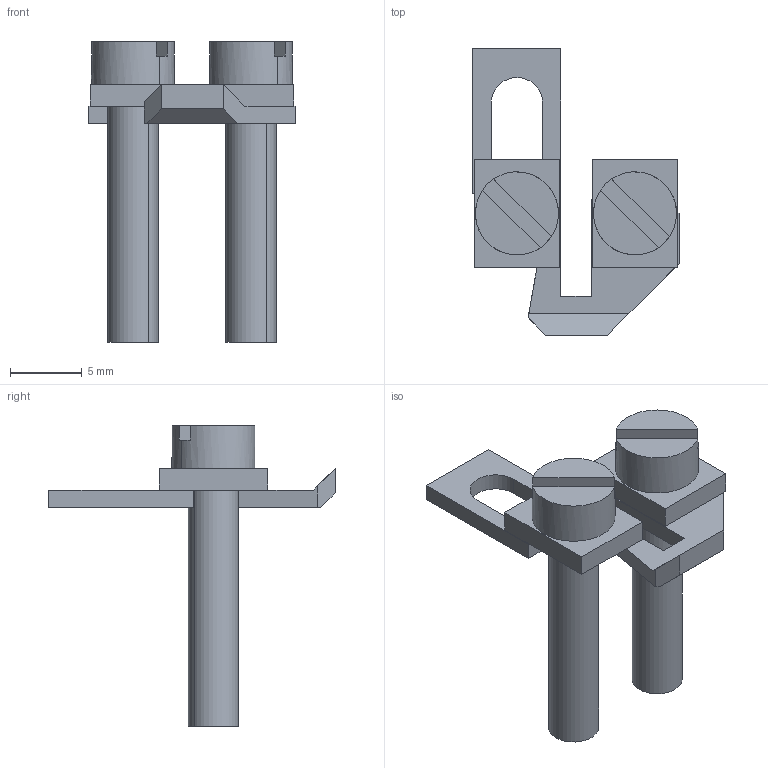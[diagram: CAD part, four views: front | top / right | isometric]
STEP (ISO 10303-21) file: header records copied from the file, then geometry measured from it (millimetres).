
FILE_DESCRIPTION(('Creo Elements/Direct Modeling STEP Export'),'2;1');
FILE_NAME('model.stp','2020-05-06T 0:15:08',(''),(''),'Creo Elements/Direct Modeling STEP processor for AP214 (Solid Model)','Creo Elements/Direct Modeling 20.1A 29-Sep-2018 (C) Parametric Technology GmbH','');
FILE_SCHEMA(('AUTOMOTIVE_DESIGN { 1 0 10303 214 1 1 1 1 }'));
Length unit declared in the file: millimetre
Products named in the file (2): USB_2-RTK_S-select
Assembly tree (1 placements, depth 2):
  USB_2-RTK_S-select
    USB_2-RTK_S-select
Bounding box: 14.4 x 20 x 21 mm (x, y, z)
Volume: 714.1 mm3; surface area: 1001.6 mm2
Topology: 1 solids, 1 shells, 56 faces, 148 edges, 96 vertices
Faces by surface type: plane 46, cylinder 10
Entity records: 2111 total; most frequent: ORIENTED_EDGE 296, CARTESIAN_POINT 283, DIRECTION 255, EDGE_CURVE 148, VECTOR 119, LINE 119, VERTEX_POINT 96, AXIS2_PLACEMENT_3D 68
